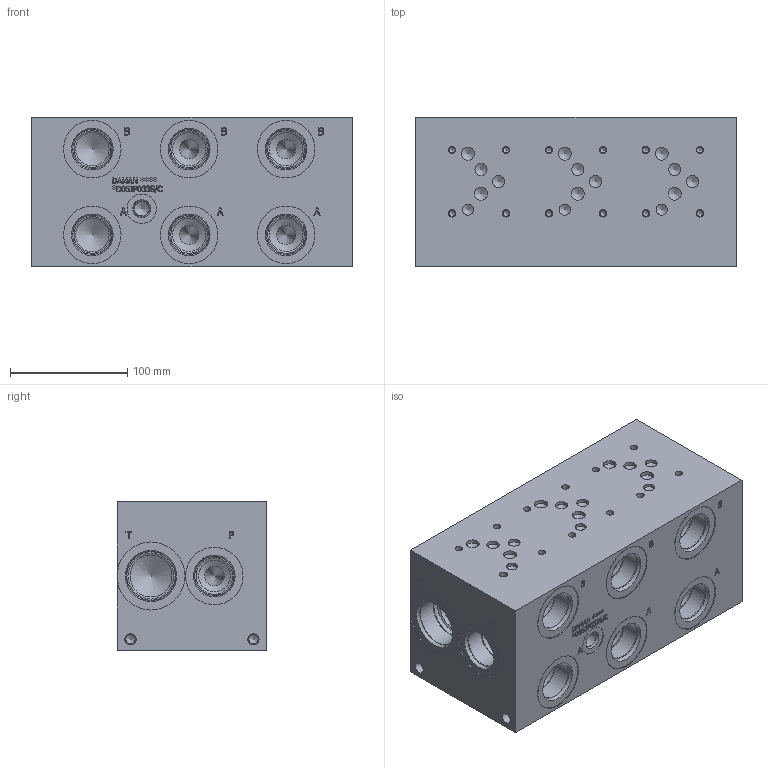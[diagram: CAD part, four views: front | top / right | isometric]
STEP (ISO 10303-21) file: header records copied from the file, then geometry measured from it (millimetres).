
FILE_DESCRIPTION(/* description */ (''),/* implementation_level */ '2;1');
FILE_NAME(/* name */ '_D05JP033S_C.stp',/* time_stamp */ '2021-06-29T12:58:06-04:00',/* author */ ('anthonyv'),/* organization */ (''),/* preprocessor_version */ 'ST-DEVELOPER v18.1',/* originating_system */ 'Autodesk Inventor 2021',/* authorisation */ '');
FILE_SCHEMA (('AUTOMOTIVE_DESIGN { 1 0 10303 214 3 1 1 }'));
Length unit declared in the file: millimetre
Products named in the file (1): Part_AD05JP033S~C_3D
Bounding box: 273.05 x 127 x 127 mm (x, y, z)
Volume: 3998819.1 mm3; surface area: 225655.7 mm2
Topology: 1 solids, 1 shells, 784 faces, 2135 edges, 1440 vertices
Faces by surface type: plane 387, bspline 194, cylinder 113, cone 90
Full cylindrical faces by diameter (mm): 5.105 x12, 6.35 x12, 7.925 x4, 9.525 x7, 10.312 x6, 11.125 x6, 12.294 x1, 12.9 x1, 14.275 x1, 14.529 x1, 19.05 x1, 25.019 x1, 27 x2, 28.575 x6, 28.62 x1, 31.267 x8, 31.344 x1, 33.34 x8, 33.35 x1, 33.71 x1, 33.757 x8, 35.509 x5, 35.712 x2, 39.218 x2, 41.275 x1, 41.28 x1, 41.758 x1, 43.51 x1, 44.45 x1, 48.971 x8
Entity records: 26202 total; most frequent: CARTESIAN_POINT 6839, ORIENTED_EDGE 4184, DIRECTION 3299, EDGE_CURVE 2092, VERTEX_POINT 1440, LINE 1291, VECTOR 1291, AXIS2_PLACEMENT_3D 1004
